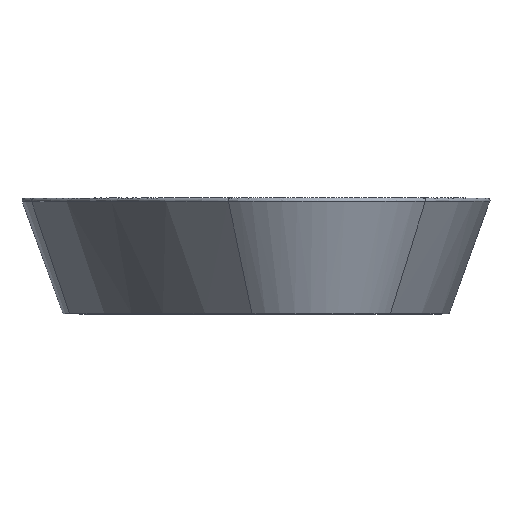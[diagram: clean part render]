
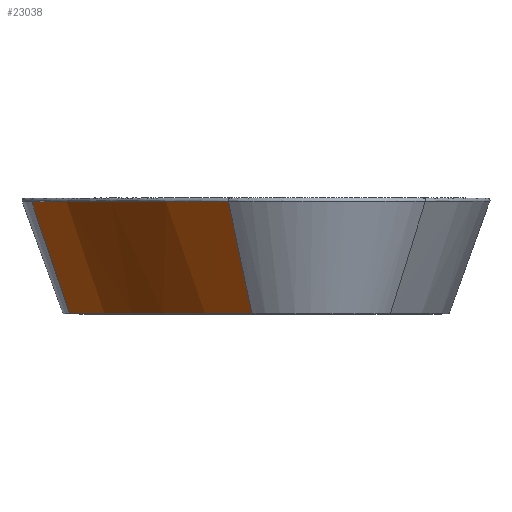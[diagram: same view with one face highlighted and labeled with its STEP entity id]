
A CAD part, front view. The second image highlights one B-rep face of the part: STEP entity #23038.
In plain terms, the highlighted free-form (B-spline) face has degree [5, 1] with [6, 2] control points.
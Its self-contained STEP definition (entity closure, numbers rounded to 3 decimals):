
#22969=CARTESIAN_POINT('',(220.195,23.405,-3.35));
#22970=CARTESIAN_POINT('',(198.424,74.703,-3.35));
#22971=CARTESIAN_POINT('',(169.19,122.833,-3.35));
#22972=CARTESIAN_POINT('',(133.109,166.341,-3.35));
#22973=CARTESIAN_POINT('',(91.219,203.977,-3.35));
#22974=CARTESIAN_POINT('',(44.836,234.864,-3.35));
#22975=CARTESIAN_POINT('',(187.813,9.662,-100.));
#22976=CARTESIAN_POINT('',(167.642,57.191,-100.));
#22977=CARTESIAN_POINT('',(140.555,101.785,-100.));
#22978=CARTESIAN_POINT('',(107.126,142.096,-100.));
#22979=CARTESIAN_POINT('',(68.314,176.966,-100.));
#22980=CARTESIAN_POINT('',(25.338,205.584,-100.));
#22981=B_SPLINE_SURFACE_WITH_KNOTS('',5,1,((#22969,#22975),(#22970,#22976),(#22971,#22977),(#22972,#22978),(#22973,#22979),(#22974,#22980)),.UNSPECIFIED.,.F.,.F.,.U.,(6,6),(2,2),(0.0,268.619),(3.565,106.418),.UNSPECIFIED.);
#22982=CARTESIAN_POINT('',(44.836,234.864,-3.351));
#22983=VERTEX_POINT('',#22982);
#22984=CARTESIAN_POINT('',(45.093,234.693,-3.35));
#22985=VERTEX_POINT('',#22984);
#22986=CARTESIAN_POINT('',(44.836,234.864,-3.351));
#22987=CARTESIAN_POINT('',(44.921,234.807,-3.35));
#22988=CARTESIAN_POINT('',(45.007,234.75,-3.35));
#22989=CARTESIAN_POINT('',(45.092,234.693,-3.35));
#22990=B_SPLINE_CURVE_WITH_KNOTS('',3,(#22986,#22987,#22988,#22989),.UNSPECIFIED.,.F.,.U.,(4,4),(456.209,456.716),.UNSPECIFIED.);
#22991=EDGE_CURVE('',#22983,#22985,#22990,.T.);
#22992=ORIENTED_EDGE('',*,*,#22991,.T.);
#22993=CARTESIAN_POINT('',(220.108,23.612,-3.35));
#22994=VERTEX_POINT('',#22993);
#22995=CARTESIAN_POINT('',(-220.535,-163.644,-3.35));
#22996=DIRECTION('',(0.,0.,1.));
#22997=DIRECTION('',(0.555,0.832,0.));
#22998=AXIS2_PLACEMENT_3D('',#22995,#22996,#22997);
#22999=CIRCLE('',#22998,478.781);
#23000=EDGE_CURVE('',#22985,#22994,#22999,.F.);
#23001=ORIENTED_EDGE('',*,*,#23000,.T.);
#23002=CARTESIAN_POINT('',(220.195,23.405,-3.35));
#23003=VERTEX_POINT('',#23002);
#23004=CARTESIAN_POINT('',(220.108,23.612,-3.35));
#23005=CARTESIAN_POINT('',(220.137,23.543,-3.35));
#23006=CARTESIAN_POINT('',(220.166,23.474,-3.35));
#23007=CARTESIAN_POINT('',(220.195,23.405,-3.35));
#23008=B_SPLINE_CURVE_WITH_KNOTS('',3,(#23004,#23005,#23006,#23007),.UNSPECIFIED.,.F.,.U.,(4,4),(99.168,99.544),.UNSPECIFIED.);
#23009=EDGE_CURVE('',#22994,#23003,#23008,.T.);
#23010=ORIENTED_EDGE('',*,*,#23009,.T.);
#23011=CARTESIAN_POINT('',(187.813,9.662,-100.0));
#23012=VERTEX_POINT('',#23011);
#23013=CARTESIAN_POINT('',(220.195,23.405,-3.35));
#23014=DIRECTION('',(-0.315,-0.134,-0.94));
#23015=VECTOR('',#23014,102.853);
#23016=LINE('',#23013,#23015);
#23017=EDGE_CURVE('',#23003,#23012,#23016,.T.);
#23018=ORIENTED_EDGE('',*,*,#23017,.T.);
#23019=CARTESIAN_POINT('',(25.338,205.584,-100.0));
#23020=VERTEX_POINT('',#23019);
#23021=CARTESIAN_POINT('',(187.813,9.662,-100.0));
#23022=CARTESIAN_POINT('',(170.975,49.338,-100.0));
#23023=CARTESIAN_POINT('',(148.443,86.349,-100.));
#23024=CARTESIAN_POINT('',(93.416,152.704,-100.));
#23025=CARTESIAN_POINT('',(61.213,181.695,-100.0));
#23026=CARTESIAN_POINT('',(25.338,205.584,-100.0));
#23027=B_SPLINE_CURVE_WITH_KNOTS('',3,(#23021,#23022,#23023,#23024,#23025,#23026),.UNSPECIFIED.,.F.,.U.,(4,2,4),(0.0,12.93,25.861),.UNSPECIFIED.);
#23028=EDGE_CURVE('',#23012,#23020,#23027,.T.);
#23029=ORIENTED_EDGE('',*,*,#23028,.T.);
#23030=CARTESIAN_POINT('',(44.836,234.864,-3.351));
#23031=DIRECTION('',(-0.19,-0.285,-0.94));
#23032=VECTOR('',#23031,102.852);
#23033=LINE('',#23030,#23032);
#23034=EDGE_CURVE('',#22983,#23020,#23033,.T.);
#23035=ORIENTED_EDGE('',*,*,#23034,.F.);
#23036=EDGE_LOOP('',(#22992,#23001,#23010,#23018,#23029,#23035));
#23037=FACE_OUTER_BOUND('',#23036,.T.);
#23038=ADVANCED_FACE('',(#23037),#22981,.F.);
